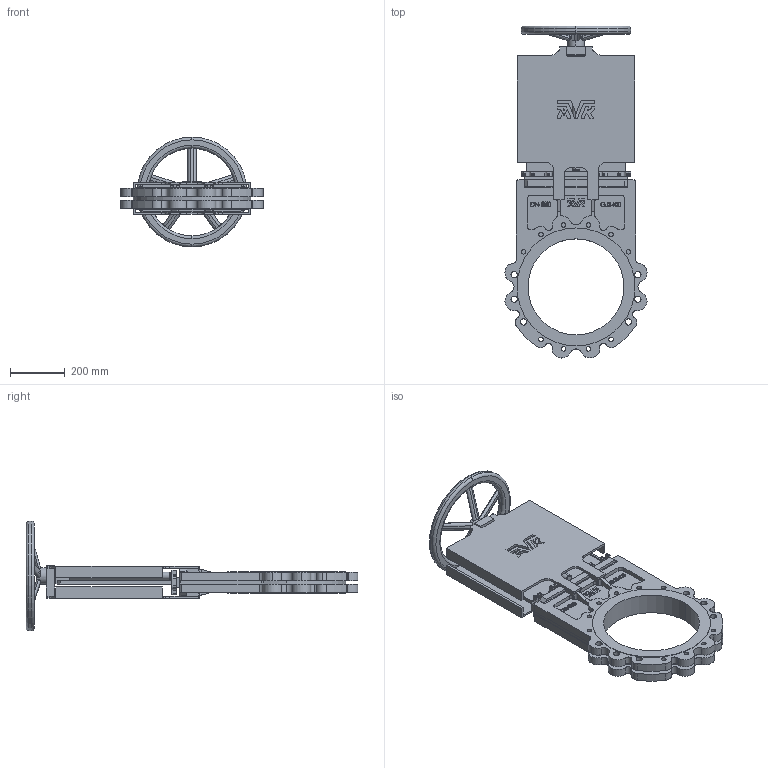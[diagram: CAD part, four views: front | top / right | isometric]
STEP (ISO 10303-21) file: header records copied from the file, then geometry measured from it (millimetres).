
FILE_DESCRIPTION (( 'STEP AP203' ), '1' );
FILE_NAME ('70235010034.STEP', '2017-04-11T14:54:36', ( '' ), ( '' ), 'SwSTEP 2.0', 'SolidWorks 2016', '' );
FILE_SCHEMA (( 'CONFIG_CONTROL_DESIGN' ));
Products named in the file (1): 70235010034
Bounding box: 518.21 x 1210.1 x 400 mm (x, y, z)
Volume: 19997817.9 mm3; surface area: 2246092.9 mm2
Topology: 1 solids, 1 shells, 1384 faces, 3963 edges, 2622 vertices
Faces by surface type: plane 594, cylinder 587, bspline 190, torus 11, cone 2
Entity records: 57667 total; most frequent: CARTESIAN_POINT 21662, ORIENTED_EDGE 7906, DIRECTION 7050, EDGE_CURVE 3953, VERTEX_POINT 2622, AXIS2_PLACEMENT_3D 2368, LINE 2314, VECTOR 2314
